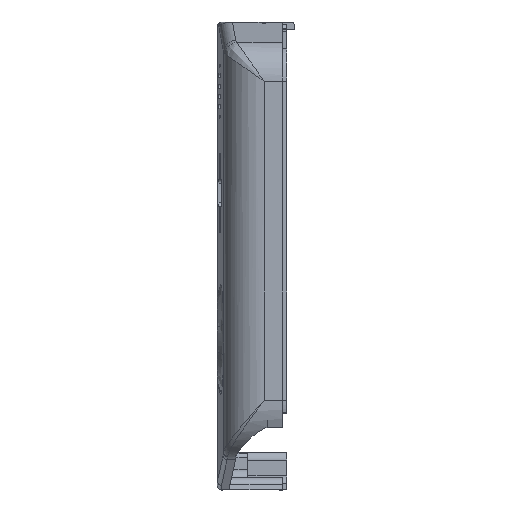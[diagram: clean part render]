
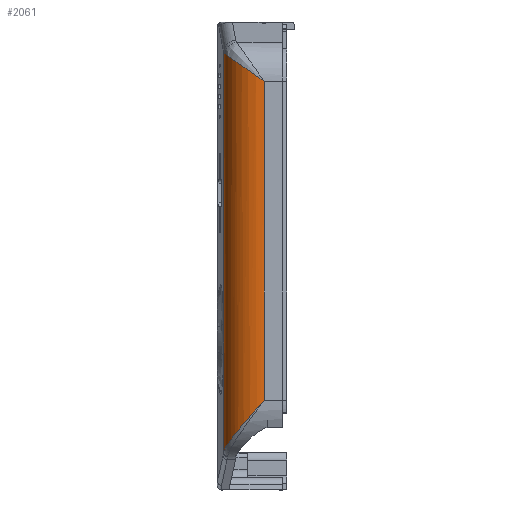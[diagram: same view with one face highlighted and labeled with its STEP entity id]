
A CAD part, left-side view. The second image highlights one B-rep face of the part: STEP entity #2061.
In plain terms, the highlighted cylindrical face has radius 10 mm (diameter 20 mm), a partial arc.
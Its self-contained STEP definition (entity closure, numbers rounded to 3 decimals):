
#239 = VERTEX_POINT ( 'NONE', #17540 ) ;
#573 = ORIENTED_EDGE ( 'NONE', *, *, #20211, .T. ) ;
#606 =( BOUNDED_CURVE ( )  B_SPLINE_CURVE ( 3, ( #5023, #19081, #19392, #2869 ),
 .UNSPECIFIED., .F., .T. ) 
 B_SPLINE_CURVE_WITH_KNOTS ( ( 4, 4 ),
 ( 4.712, 6.01 ),
 .UNSPECIFIED. ) 
 CURVE ( )  GEOMETRIC_REPRESENTATION_ITEM ( )  RATIONAL_B_SPLINE_CURVE ( ( 1., 0.865, 0.865, 1. ) ) 
 REPRESENTATION_ITEM ( '' )  );
#1180 = CARTESIAN_POINT ( 'NONE',  ( 9.501, 17.475, -82.113 ) ) ;
#1600 = CARTESIAN_POINT ( 'NONE',  ( 0., 7.488, -92.967 ) ) ;
#1617 = CARTESIAN_POINT ( 'NONE',  ( 0.769, 11.344, -97.326 ) ) ;
#1921 = CARTESIAN_POINT ( 'NONE',  ( 0.003, 7.768, -93.282 ) ) ;
#2061 = ADVANCED_FACE ( 'NONE', ( #28578 ), #11756, .T. ) ;
#2091 = ORIENTED_EDGE ( 'NONE', *, *, #15315, .T. ) ;
#2650 = VERTEX_POINT ( 'NONE', #7864 ) ;
#2829 = VECTOR ( 'NONE', #4974, 1000. ) ;
#2869 = CARTESIAN_POINT ( 'NONE',  ( 7.304, 17.117, -7.844 ) ) ;
#3129 = LINE ( 'NONE', #21649, #2829 ) ;
#3331 = VECTOR ( 'NONE', #26804, 1000. ) ;
#3387 = B_SPLINE_CURVE_WITH_KNOTS ( 'NONE', 3,
 ( #10433, #26960, #30325, #18602, #18444, #20299, #3927, #15518, #29872, #25394, #4083, #15664, #25547, #27421, #23067, #4383, #27702, #1617, #11186, #6258, #15966, #3781, #13348, #20599, #9032, #1921, #8586, #10888 ),
 .UNSPECIFIED., .F., .F.,
 ( 4, 2, 2, 2, 2, 2, 2, 2, 2, 2, 2, 2, 2, 4 ),
 ( 0., 0.003, 0.004, 0.005, 0.008, 0.009, 0.01, 0.013, 0.014, 0.015, 0.018, 0.019, 0.019, 0.02 ),
 .UNSPECIFIED. ) ;
#3781 = CARTESIAN_POINT ( 'NONE',  ( 0.094, 8.886, -94.538 ) ) ;
#3927 = CARTESIAN_POINT ( 'NONE',  ( 5.574, 16.461, -103.711 ) ) ;
#4083 = CARTESIAN_POINT ( 'NONE',  ( 3.135, 14.766, -101.403 ) ) ;
#4383 = CARTESIAN_POINT ( 'NONE',  ( 1.138, 12.13, -98.234 ) ) ;
#4974 = DIRECTION ( 'NONE',  ( 0., 0., -1. ) ) ;
#4983 = LINE ( 'NONE', #21508, #25762 ) ;
#5023 = CARTESIAN_POINT ( 'NONE',  ( 0., 7.488, -14.585 ) ) ;
#5561 = B_SPLINE_CURVE_WITH_KNOTS ( 'NONE', 3,
 ( #12990, #15299, #15001, #19781, #13143, #8062, #22701, #26746 ),
 .UNSPECIFIED., .F., .F.,
 ( 4, 2, 2, 4 ),
 ( 0., 0.002, 0.004, 0.008 ),
 .UNSPECIFIED. ) ;
#6258 = CARTESIAN_POINT ( 'NONE',  ( 0.376, 10.264, -96.094 ) ) ;
#7864 = CARTESIAN_POINT ( 'NONE',  ( 9.501, 17.475, -73.887 ) ) ;
#8062 = CARTESIAN_POINT ( 'NONE',  ( 9.07, 17.444, -79.388 ) ) ;
#8270 = LINE ( 'NONE', #17841, #3331 ) ;
#8586 = CARTESIAN_POINT ( 'NONE',  ( 0., 7.626, -93.123 ) ) ;
#9032 = CARTESIAN_POINT ( 'NONE',  ( 0.015, 8.048, -93.597 ) ) ;
#9668 = CARTESIAN_POINT ( 'NONE',  ( 0., 7.488, -14.585 ) ) ;
#10433 = CARTESIAN_POINT ( 'NONE',  ( 9.501, 17.475, -105.863 ) ) ;
#10449 = EDGE_CURVE ( 'NONE', #14973, #18238, #606, .T. ) ;
#10670 = EDGE_CURVE ( 'NONE', #2650, #239, #8270, .T. ) ;
#10749 = ORIENTED_EDGE ( 'NONE', *, *, #10670, .F. ) ;
#10888 = CARTESIAN_POINT ( 'NONE',  ( 0., 7.488, -92.967 ) ) ;
#11186 = CARTESIAN_POINT ( 'NONE',  ( 0.661, 11.075, -97.019 ) ) ;
#11320 = ORIENTED_EDGE ( 'NONE', *, *, #22867, .T. ) ;
#11486 = CARTESIAN_POINT ( 'NONE',  ( 7.304, 17.117, -7.844 ) ) ;
#11756 = CYLINDRICAL_SURFACE ( 'NONE', #12378, 10. ) ;
#12378 = AXIS2_PLACEMENT_3D ( 'NONE', #23637, #19319, #21630 ) ;
#12990 = CARTESIAN_POINT ( 'NONE',  ( 9.501, 17.475, -73.887 ) ) ;
#13143 = CARTESIAN_POINT ( 'NONE',  ( 9.07, 17.444, -77.314 ) ) ;
#13348 = CARTESIAN_POINT ( 'NONE',  ( 0.059, 8.608, -94.225 ) ) ;
#14973 = VERTEX_POINT ( 'NONE', #9668 ) ;
#15001 = CARTESIAN_POINT ( 'NONE',  ( 9.25, 17.46, -75.248 ) ) ;
#15299 = CARTESIAN_POINT ( 'NONE',  ( 9.358, 17.468, -74.565 ) ) ;
#15315 = EDGE_CURVE ( 'NONE', #22600, #21734, #3387, .T. ) ;
#15518 = CARTESIAN_POINT ( 'NONE',  ( 4.668, 15.975, -102.992 ) ) ;
#15664 = CARTESIAN_POINT ( 'NONE',  ( 2.691, 14.32, -100.846 ) ) ;
#15825 = CARTESIAN_POINT ( 'NONE',  ( 8.021, 17.318, -7.703 ) ) ;
#15966 = CARTESIAN_POINT ( 'NONE',  ( 0.235, 9.717, -95.474 ) ) ;
#17540 = CARTESIAN_POINT ( 'NONE',  ( 9.501, 17.475, -7.413 ) ) ;
#17700 = CARTESIAN_POINT ( 'NONE',  ( 8.757, 17.438, -7.559 ) ) ;
#17841 = CARTESIAN_POINT ( 'NONE',  ( 9.501, 17.475, -115.001 ) ) ;
#17924 = EDGE_CURVE ( 'NONE', #22600, #25757, #4983, .T. ) ;
#18238 = VERTEX_POINT ( 'NONE', #11486 ) ;
#18362 =( BOUNDED_CURVE ( )  B_SPLINE_CURVE ( 3, ( #29578, #15825, #17700, #25250 ),
 .UNSPECIFIED., .F., .T. ) 
 B_SPLINE_CURVE_WITH_KNOTS ( ( 4, 4 ),
 ( 4.439, 4.662 ),
 .UNSPECIFIED. ) 
 CURVE ( )  GEOMETRIC_REPRESENTATION_ITEM ( )  RATIONAL_B_SPLINE_CURVE ( ( 1., 0.996, 0.996, 1. ) ) 
 REPRESENTATION_ITEM ( '' )  );
#18444 = CARTESIAN_POINT ( 'NONE',  ( 6.556, 16.883, -104.393 ) ) ;
#18602 = CARTESIAN_POINT ( 'NONE',  ( 6.9, 17.002, -104.606 ) ) ;
#19081 = CARTESIAN_POINT ( 'NONE',  ( 0., 12.148, -11.323 ) ) ;
#19319 = DIRECTION ( 'NONE',  ( 0., 0., 1. ) ) ;
#19392 = CARTESIAN_POINT ( 'NONE',  ( 2.816, 15.861, -8.723 ) ) ;
#19781 = CARTESIAN_POINT ( 'NONE',  ( 9.106, 17.448, -76.621 ) ) ;
#20211 = EDGE_CURVE ( 'NONE', #18238, #239, #18362, .T. ) ;
#20299 = CARTESIAN_POINT ( 'NONE',  ( 5.891, 16.611, -103.944 ) ) ;
#20599 = CARTESIAN_POINT ( 'NONE',  ( 0.024, 8.188, -93.754 ) ) ;
#21508 = CARTESIAN_POINT ( 'NONE',  ( 9.501, 17.475, -115.001 ) ) ;
#21630 = DIRECTION ( 'NONE',  ( 1., 0., 0. ) ) ;
#21649 = CARTESIAN_POINT ( 'NONE',  ( 0., 7.488, 0. ) ) ;
#21718 = CARTESIAN_POINT ( 'NONE',  ( 9.501, 17.475, -105.863 ) ) ;
#21734 = VERTEX_POINT ( 'NONE', #1600 ) ;
#22600 = VERTEX_POINT ( 'NONE', #21718 ) ;
#22686 = ORIENTED_EDGE ( 'NONE', *, *, #30404, .F. ) ;
#22701 = CARTESIAN_POINT ( 'NONE',  ( 9.216, 17.461, -80.757 ) ) ;
#22867 = EDGE_CURVE ( 'NONE', #2650, #25757, #5561, .T. ) ;
#23067 = CARTESIAN_POINT ( 'NONE',  ( 1.567, 12.894, -99.126 ) ) ;
#23637 = CARTESIAN_POINT ( 'NONE',  ( 10., 7.488, -115.001 ) ) ;
#23982 = EDGE_LOOP ( 'NONE', ( #573, #10749, #11320, #26109, #2091, #22686, #24863 ) ) ;
#24863 = ORIENTED_EDGE ( 'NONE', *, *, #10449, .T. ) ;
#25250 = CARTESIAN_POINT ( 'NONE',  ( 9.501, 17.475, -7.413 ) ) ;
#25394 = CARTESIAN_POINT ( 'NONE',  ( 3.373, 14.983, -101.68 ) ) ;
#25547 = CARTESIAN_POINT ( 'NONE',  ( 2.484, 14.09, -100.564 ) ) ;
#25757 = VERTEX_POINT ( 'NONE', #1180 ) ;
#25762 = VECTOR ( 'NONE', #26463, 1000. ) ;
#26109 = ORIENTED_EDGE ( 'NONE', *, *, #17924, .F. ) ;
#26463 = DIRECTION ( 'NONE',  ( 0., 0., 1. ) ) ;
#26746 = CARTESIAN_POINT ( 'NONE',  ( 9.501, 17.475, -82.113 ) ) ;
#26804 = DIRECTION ( 'NONE',  ( 0., 0., 1. ) ) ;
#26960 = CARTESIAN_POINT ( 'NONE',  ( 8.707, 17.435, -105.561 ) ) ;
#27421 = CARTESIAN_POINT ( 'NONE',  ( 1.902, 13.386, -99.708 ) ) ;
#27702 = CARTESIAN_POINT ( 'NONE',  ( 1.007, 11.871, -97.934 ) ) ;
#28578 = FACE_OUTER_BOUND ( 'NONE', #23982, .T. ) ;
#29578 = CARTESIAN_POINT ( 'NONE',  ( 7.304, 17.117, -7.844 ) ) ;
#29872 = CARTESIAN_POINT ( 'NONE',  ( 4.12, 15.602, -102.484 ) ) ;
#30325 = CARTESIAN_POINT ( 'NONE',  ( 7.96, 17.305, -105.208 ) ) ;
#30404 = EDGE_CURVE ( 'NONE', #14973, #21734, #3129, .T. ) ;
